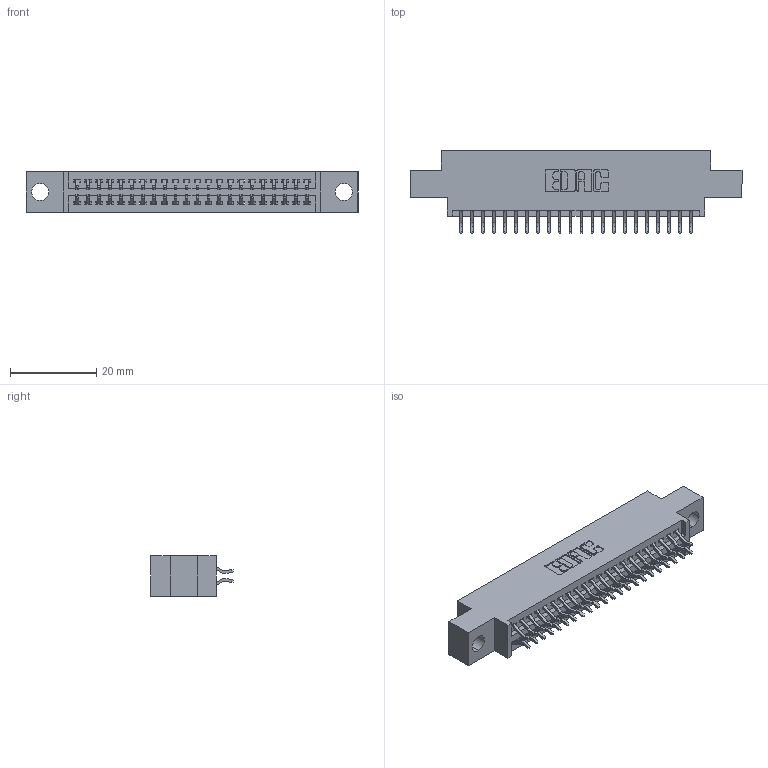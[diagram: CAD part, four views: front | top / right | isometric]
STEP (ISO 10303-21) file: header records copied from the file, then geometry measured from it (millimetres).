
FILE_DESCRIPTION (( 'STEP AP203' ), '1' );
FILE_NAME ('395-044-556-804.STEP', '2021-06-16T22:47:35', ( '' ), ( '' ), 'SwSTEP 2.0', 'SolidWorks 2020', '' );
FILE_SCHEMA (( 'CONFIG_CONTROL_DESIGN' ));
Length unit declared in the file: inch
Products named in the file (3): 395-044-556-804; 345-292-001_556 Tail; 345 Part_0.170 Offset - 0.156 Dia-TI
Assembly tree (45 placements, depth 2):
  395-044-556-804
    345 Part_0.170 Offset - 0.156 Dia-TI
    345-292-001_556 Tail  x44
Bounding box: 77.09 x 19.24 x 9.4 mm (x, y, z)
Volume: 7081.8 mm3; surface area: 10037.3 mm2
Topology: 45 solids, 45 shells, 2608 faces, 7737 edges, 5098 vertices
Faces by surface type: plane 1726, cylinder 882
Entity records: 20725 total; most frequent: CARTESIAN_POINT 3514, ORIENTED_EDGE 3434, DIRECTION 3109, EDGE_CURVE 1717, LINE 1489, VECTOR 1489, VERTEX_POINT 1142, AXIS2_PLACEMENT_3D 810
